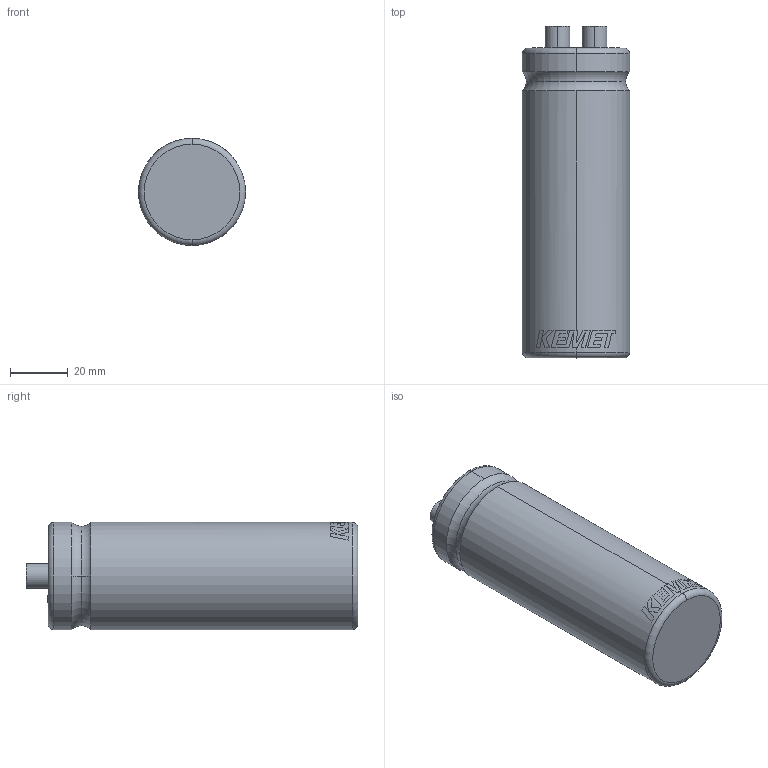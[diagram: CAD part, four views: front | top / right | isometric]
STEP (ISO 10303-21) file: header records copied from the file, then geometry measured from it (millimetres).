
FILE_DESCRIPTION (( 'STEP AP214' ), '1' );
FILE_NAME ('CARC_KAR_36X105_D37L107T7.6S12.8DT8.500TD10.000V8.000.STEP', '2020-04-27T23:01:03', ( '' ), ( '' ), 'SwSTEP 2.0', 'SolidWorks 2014', '' );
FILE_SCHEMA (( 'AUTOMOTIVE_DESIGN' ));
Length unit declared in the file: millimetre
Products named in the file (1): CARC_KAR_36X105_D37L107T7.6S12.8DT8.500TD10.000V8.000
Bounding box: 37 x 114.6 x 37.01 mm (x, y, z)
Volume: 114658.9 mm3; surface area: 15149.2 mm2
Topology: 1 solids, 1 shells, 88 faces, 228 edges, 150 vertices
Faces by surface type: bspline 31, plane 30, cylinder 19, torus 8
Entity records: 3897 total; most frequent: CARTESIAN_POINT 961, ORIENTED_EDGE 456, DIRECTION 327, EDGE_CURVE 228, AXIS2_PLACEMENT_3D 154, VERTEX_POINT 150, B_SPLINE_CURVE_WITH_KNOTS 113, EDGE_LOOP 96
